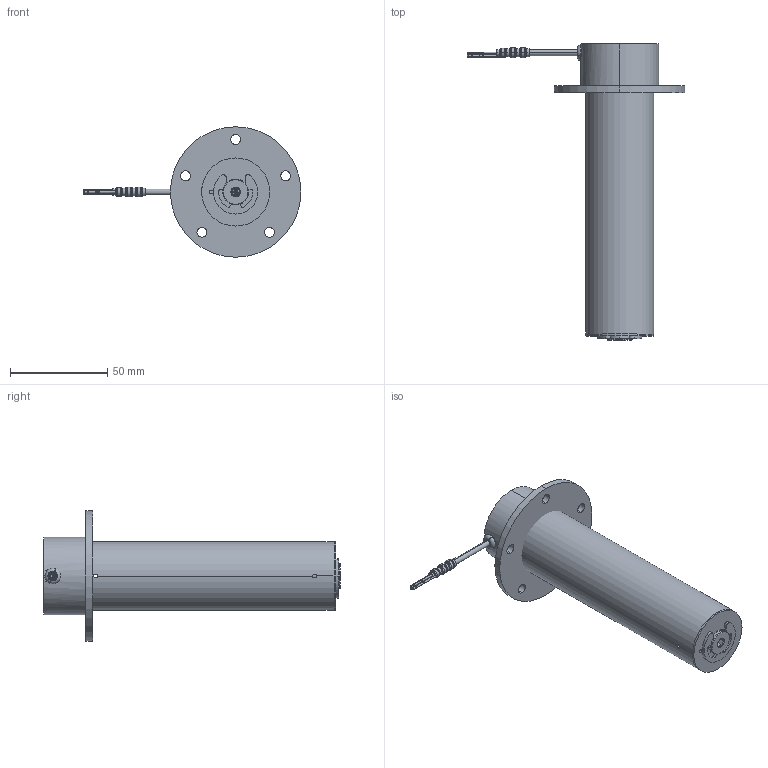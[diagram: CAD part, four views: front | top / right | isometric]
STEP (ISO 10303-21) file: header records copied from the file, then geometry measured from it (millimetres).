
FILE_DESCRIPTION (( 'STEP AP214' ), '1' );
FILE_NAME ('AP1937.STEP', '2020-02-13T09:54:02', ( '' ), ( '' ), 'SwSTEP 2.0', 'SolidWorks 2019', '' );
FILE_SCHEMA (( 'AUTOMOTIVE_DESIGN' ));
Length unit declared in the file: millimetre
Products named in the file (1): AP1937
Bounding box: 111.87 x 152.1 x 67 mm (x, y, z)
Surface area: 30334.4 mm2 (no closed solid volume)
Topology: 0 solids, 37 shells, 284 faces, 1315 edges, 1056 vertices
Faces by surface type: cylinder 119, plane 108, torus 35, cone 21, bspline 1
Entity records: 17800 total; most frequent: CARTESIAN_POINT 4174, DIRECTION 2145, ORIENTED_EDGE 1860, EDGE_CURVE 1315, VERTEX_POINT 1056, LINE 827, VECTOR 827, AXIS2_PLACEMENT_3D 659
